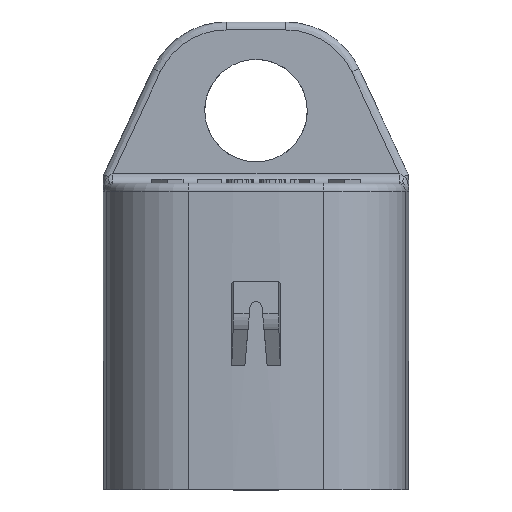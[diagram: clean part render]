
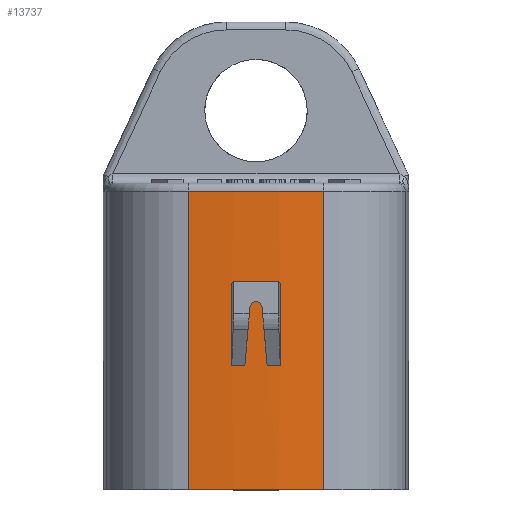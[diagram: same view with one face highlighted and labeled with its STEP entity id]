
A CAD part, top view. The second image highlights one B-rep face of the part: STEP entity #13737.
In plain terms, the highlighted cylindrical face has radius 38.232 mm (diameter 76.463 mm), a partial arc.
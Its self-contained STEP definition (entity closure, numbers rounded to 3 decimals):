
#983=CARTESIAN_POINT('',(0.,-47.1,-29.264));
#984=DIRECTION('',(0.,1.,0.));
#985=DIRECTION('',(-0.11,0.,0.994));
#986=AXIS2_PLACEMENT_3D('',#983,#984,#985);
#1073=DIRECTION('',(0.,-1.,0.));
#1074=VECTOR('',#1073,18.5);
#1075=CARTESIAN_POINT('',(-4.196,-28.6,8.737));
#1076=LINE('',#1075,#1074);
#4378=DIRECTION('',(0.,-1.,0.));
#4379=VECTOR('',#4378,5.104);
#4380=CARTESIAN_POINT('',(-1.5,-34.337,8.939));
#4381=LINE('',#4380,#4379);
#4382=CARTESIAN_POINT('',(-0.691,-39.4,
8.962));
#4383=CARTESIAN_POINT('',(-0.585,-38.198,
8.964));
#4384=CARTESIAN_POINT('',(-0.48,-36.996,
8.965));
#4385=CARTESIAN_POINT('',(-0.375,-35.794,
8.966));
#4387=CARTESIAN_POINT('',(0.375,-35.794,
8.966));
#4388=CARTESIAN_POINT('',(0.48,-36.996,
8.965));
#4389=CARTESIAN_POINT('',(0.585,-38.198,
8.964));
#4390=CARTESIAN_POINT('',(0.691,-39.4,
8.962));
#4392=DIRECTION('',(0.,1.,0.));
#4393=VECTOR('',#4392,5.104);
#4394=CARTESIAN_POINT('',(1.5,-39.44,8.939));
#4395=LINE('',#4394,#4393);
#4396=CARTESIAN_POINT('',(0.,-28.6,-29.264));
#4397=DIRECTION('',(0.,-1.,0.));
#4398=DIRECTION('',(0.11,0.,0.994));
#4399=AXIS2_PLACEMENT_3D('',#4396,#4397,#4398);
#4401=DIRECTION('',(0.,-1.,0.));
#4402=VECTOR('',#4401,18.5);
#4403=CARTESIAN_POINT('',(4.196,-28.6,8.737));
#4404=LINE('',#4403,#4402);
#4413=CARTESIAN_POINT('',(-1.5,-34.337,8.939));
#4414=CARTESIAN_POINT('',(-0.5,-34.333,8.978));
#4415=CARTESIAN_POINT('',(0.5,-34.333,8.978));
#4416=CARTESIAN_POINT('',(1.5,-34.337,8.939));
#4434=CARTESIAN_POINT('',(1.5,-39.44,8.939));
#4435=CARTESIAN_POINT('',(1.231,-39.422,8.949));
#4436=CARTESIAN_POINT('',(0.961,-39.409,
8.957));
#4437=CARTESIAN_POINT('',(0.691,-39.4,
8.962));
#4482=CARTESIAN_POINT('',(-0.691,-39.4,
8.962));
#4483=CARTESIAN_POINT('',(-0.961,-39.409,
8.957));
#4484=CARTESIAN_POINT('',(-1.231,-39.422,
8.949));
#4485=CARTESIAN_POINT('',(-1.5,-39.44,8.939));
#4504=CARTESIAN_POINT('',(0.375,-35.794,8.966));
#4505=CARTESIAN_POINT('',(0.371,-35.753,
8.966));
#4506=CARTESIAN_POINT('',(0.351,-35.672,
8.966));
#4507=CARTESIAN_POINT('',(0.281,-35.565,
8.967));
#4508=CARTESIAN_POINT('',(0.183,-35.49,
8.968));
#4509=CARTESIAN_POINT('',(0.061,-35.448,
8.968));
#4510=CARTESIAN_POINT('',(-0.061,-35.448,
8.968));
#4511=CARTESIAN_POINT('',(-0.183,-35.49,
8.968));
#4512=CARTESIAN_POINT('',(-0.281,-35.566,
8.967));
#4513=CARTESIAN_POINT('',(-0.351,-35.672,
8.966));
#4514=CARTESIAN_POINT('',(-0.371,-35.753,
8.966));
#4515=CARTESIAN_POINT('',(-0.375,-35.794,
8.966));
#6446=CARTESIAN_POINT('',(-4.196,-47.1,8.737));
#6447=CARTESIAN_POINT('',(4.196,-47.1,8.737));
#6448=VERTEX_POINT('',#6446);
#6449=VERTEX_POINT('',#6447);
#6458=CARTESIAN_POINT('',(-1.5,-34.337,8.939));
#6459=CARTESIAN_POINT('',(-1.5,-39.44,8.939));
#6460=VERTEX_POINT('',#6458);
#6461=VERTEX_POINT('',#6459);
#6462=VERTEX_POINT('',#4482);
#6463=VERTEX_POINT('',#4385);
#6464=VERTEX_POINT('',#4504);
#6465=VERTEX_POINT('',#4390);
#6466=VERTEX_POINT('',#4434);
#6467=CARTESIAN_POINT('',(1.5,-34.337,8.939));
#6468=VERTEX_POINT('',#6467);
#7112=CARTESIAN_POINT('',(-4.196,-28.6,8.737));
#7114=VERTEX_POINT('',#7112);
#7120=CARTESIAN_POINT('',(4.196,-28.6,8.737));
#7121=VERTEX_POINT('',#7120);
#13707=CARTESIAN_POINT('',(0.,-32.05,-29.264));
#13708=DIRECTION('',(0.,1.,0.));
#13709=DIRECTION('',(1.,0.,0.));
#13710=AXIS2_PLACEMENT_3D('',#13707,#13708,#13709);
#13711=CYLINDRICAL_SURFACE('',#13710,38.232);
#13713=ORIENTED_EDGE('',*,*,#13712,.F.);
#13714=ORIENTED_EDGE('',*,*,#13702,.T.);
#13715=ORIENTED_EDGE('',*,*,#8914,.F.);
#13716=ORIENTED_EDGE('',*,*,#9032,.F.);
#13717=EDGE_LOOP('',(#13713,#13714,#13715,#13716));
#13718=FACE_OUTER_BOUND('',#13717,.F.);
#13720=ORIENTED_EDGE('',*,*,#13719,.T.);
#13722=ORIENTED_EDGE('',*,*,#13721,.F.);
#13724=ORIENTED_EDGE('',*,*,#13723,.T.);
#13726=ORIENTED_EDGE('',*,*,#13725,.F.);
#13728=ORIENTED_EDGE('',*,*,#13727,.T.);
#13730=ORIENTED_EDGE('',*,*,#13729,.F.);
#13732=ORIENTED_EDGE('',*,*,#13731,.T.);
#13734=ORIENTED_EDGE('',*,*,#13733,.F.);
#13735=EDGE_LOOP('',(#13720,#13722,#13724,#13726,#13728,#13730,#13732,#13734));
#13736=FACE_BOUND('',#13735,.F.);
#13737=ADVANCED_FACE('',(#13718,#13736),#13711,.T.);
#987=CIRCLE('',#986,38.232);
#4386=B_SPLINE_CURVE_WITH_KNOTS('',3,(#4382,#4383,#4384,#4385),.UNSPECIFIED.,
.F.,.F.,(4,4),(0.,1.),.UNSPECIFIED.);
#4391=B_SPLINE_CURVE_WITH_KNOTS('',3,(#4387,#4388,#4389,#4390),.UNSPECIFIED.,
.F.,.F.,(4,4),(0.,1.),.UNSPECIFIED.);
#4400=CIRCLE('',#4399,38.232);
#4417=B_SPLINE_CURVE_WITH_KNOTS('',3,(#4413,#4414,#4415,#4416),.UNSPECIFIED.,
.F.,.F.,(4,4),(0.,1.),.UNSPECIFIED.);
#4438=B_SPLINE_CURVE_WITH_KNOTS('',3,(#4434,#4435,#4436,#4437),.UNSPECIFIED.,
.F.,.F.,(4,4),(0.,1.),.UNSPECIFIED.);
#4486=B_SPLINE_CURVE_WITH_KNOTS('',3,(#4482,#4483,#4484,#4485),.UNSPECIFIED.,
.F.,.F.,(4,4),(0.,1.),.UNSPECIFIED.);
#4516=B_SPLINE_CURVE_WITH_KNOTS('',3,(#4504,#4505,#4506,#4507,#4508,#4509,#4510,
#4511,#4512,#4513,#4514,#4515),.UNSPECIFIED.,.F.,.F.,(4,1,1,1,1,1,1,1,1,4),
(0.,0.111,0.222,0.333,0.444,
0.556,0.667,0.778,0.889,1.),
.UNSPECIFIED.);
#8914=EDGE_CURVE('',#6448,#6449,#987,.T.);
#9032=EDGE_CURVE('',#7114,#6448,#1076,.T.);
#13702=EDGE_CURVE('',#7121,#6449,#4404,.T.);
#13712=EDGE_CURVE('',#7121,#7114,#4400,.T.);
#13719=EDGE_CURVE('',#6460,#6461,#4381,.T.);
#13721=EDGE_CURVE('',#6462,#6461,#4486,.T.);
#13723=EDGE_CURVE('',#6462,#6463,#4386,.T.);
#13725=EDGE_CURVE('',#6464,#6463,#4516,.T.);
#13727=EDGE_CURVE('',#6464,#6465,#4391,.T.);
#13729=EDGE_CURVE('',#6466,#6465,#4438,.T.);
#13731=EDGE_CURVE('',#6466,#6468,#4395,.T.);
#13733=EDGE_CURVE('',#6460,#6468,#4417,.T.);
